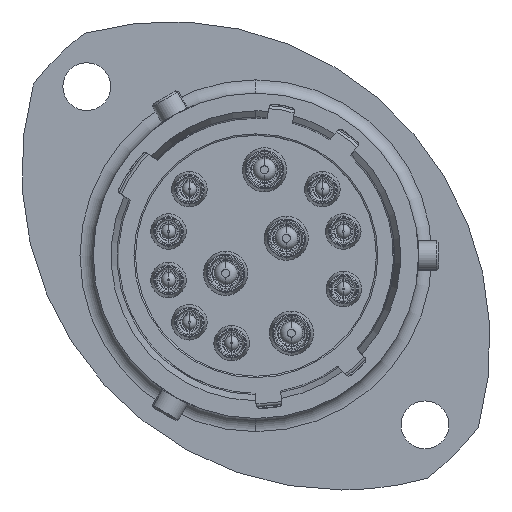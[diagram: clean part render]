
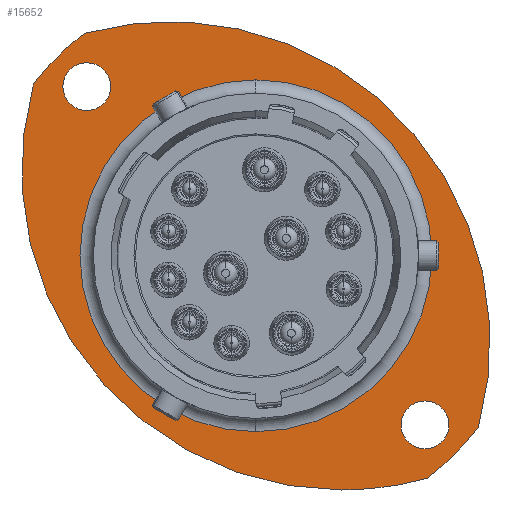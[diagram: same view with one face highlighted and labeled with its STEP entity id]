
A CAD part, left-side view. The second image highlights one B-rep face of the part: STEP entity #15652.
In plain terms, the highlighted planar face has unit normal (-1, 0, 0).
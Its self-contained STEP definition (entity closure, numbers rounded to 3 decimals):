
#84 = VERTEX_POINT ( 'NONE', #22899 ) ;
#463 = VERTEX_POINT ( 'NONE', #15124 ) ;
#622 = DIRECTION ( 'NONE',  ( 1., 0., 0. ) ) ;
#665 = DIRECTION ( 'NONE',  ( 0., 0., 1. ) ) ;
#1118 = DIRECTION ( 'NONE',  ( 0., 0., -1. ) ) ;
#1223 = DIRECTION ( 'NONE',  ( -1., 0., 0. ) ) ;
#1700 = AXIS2_PLACEMENT_3D ( 'NONE', #20767, #9145, #25524 ) ;
#1823 = FACE_OUTER_BOUND ( 'NONE', #8355, .T. ) ;
#2440 = DIRECTION ( 'NONE',  ( -1., 0., 0. ) ) ;
#2644 = CARTESIAN_POINT ( 'NONE',  ( 15.98, 11.49, 11.49 ) ) ;
#3246 = CARTESIAN_POINT ( 'NONE',  ( 15.98, -11.673, -15.118 ) ) ;
#3321 = EDGE_CURVE ( 'NONE', #27477, #463, #27162, .T. ) ;
#4068 = AXIS2_PLACEMENT_3D ( 'NONE', #2644, #12022, #1118 ) ;
#4166 = ORIENTED_EDGE ( 'NONE', *, *, #28172, .T. ) ;
#4285 = CARTESIAN_POINT ( 'NONE',  ( 15.98, -11.49, -13.115 ) ) ;
#4596 = AXIS2_PLACEMENT_3D ( 'NONE', #30372, #11472, #6544 ) ;
#4642 = CARTESIAN_POINT ( 'NONE',  ( 15.98, 0., 0. ) ) ;
#5648 = ORIENTED_EDGE ( 'NONE', *, *, #7557, .T. ) ;
#5699 = AXIS2_PLACEMENT_3D ( 'NONE', #22026, #12354, #7723 ) ;
#6255 = ORIENTED_EDGE ( 'NONE', *, *, #7685, .T. ) ;
#6544 = DIRECTION ( 'NONE',  ( 0., 0., -1. ) ) ;
#6594 = CARTESIAN_POINT ( 'NONE',  ( 15.98, 11.673, 15.118 ) ) ;
#7032 = DIRECTION ( 'NONE',  ( 1., 0., 0. ) ) ;
#7359 = CIRCLE ( 'NONE', #1700, 1.625 ) ;
#7557 = EDGE_CURVE ( 'NONE', #463, #8293, #16019, .T. ) ;
#7651 = CARTESIAN_POINT ( 'NONE',  ( 15.98, -11.49, -9.865 ) ) ;
#7679 = ORIENTED_EDGE ( 'NONE', *, *, #27504, .T. ) ;
#7685 = EDGE_CURVE ( 'NONE', #8293, #84, #30497, .T. ) ;
#7723 = DIRECTION ( 'NONE',  ( 0., 0., -1. ) ) ;
#8110 = AXIS2_PLACEMENT_3D ( 'NONE', #11028, #22981, #13503 ) ;
#8293 = VERTEX_POINT ( 'NONE', #6594 ) ;
#8300 = AXIS2_PLACEMENT_3D ( 'NONE', #11295, #30290, #11101 ) ;
#8355 = EDGE_LOOP ( 'NONE', ( #7679, #20181, #19907, #5648, #6255 ) ) ;
#8544 = CIRCLE ( 'NONE', #27858, 11.955 ) ;
#8951 = CARTESIAN_POINT ( 'NONE',  ( 15.98, 11.49, 9.865 ) ) ;
#9145 = DIRECTION ( 'NONE',  ( -1., 0., 0. ) ) ;
#9851 = ORIENTED_EDGE ( 'NONE', *, *, #23519, .T. ) ;
#9914 = VERTEX_POINT ( 'NONE', #7651 ) ;
#10144 = EDGE_CURVE ( 'NONE', #28683, #27477, #11337, .T. ) ;
#10712 = CIRCLE ( 'NONE', #4068, 1.625 ) ;
#11028 = CARTESIAN_POINT ( 'NONE',  ( 15.98, -5.834, 5.834 ) ) ;
#11101 = DIRECTION ( 'NONE',  ( 0., 0., -1. ) ) ;
#11295 = CARTESIAN_POINT ( 'NONE',  ( 15.98, 5.834, -5.834 ) ) ;
#11337 = CIRCLE ( 'NONE', #8110, 21.75 ) ;
#11472 = DIRECTION ( 'NONE',  ( -1., 0., 0. ) ) ;
#11878 = CARTESIAN_POINT ( 'NONE',  ( 15.98, -5.834, -15.916 ) ) ;
#12022 = DIRECTION ( 'NONE',  ( -1., 0., 0. ) ) ;
#12324 = DIRECTION ( 'NONE',  ( 0., 0., -1. ) ) ;
#12354 = DIRECTION ( 'NONE',  ( 1., 0., 0. ) ) ;
#12503 = FACE_BOUND ( 'NONE', #13957, .T. ) ;
#12504 = CIRCLE ( 'NONE', #27435, 21.75 ) ;
#13503 = DIRECTION ( 'NONE',  ( 0., 0., -1. ) ) ;
#13957 = EDGE_LOOP ( 'NONE', ( #25446, #24056 ) ) ;
#14131 = DIRECTION ( 'NONE',  ( 0., 0., -1. ) ) ;
#14296 = VERTEX_POINT ( 'NONE', #4285 ) ;
#14392 = CARTESIAN_POINT ( 'NONE',  ( 15.98, 0., 0. ) ) ;
#14751 = CARTESIAN_POINT ( 'NONE',  ( 15.98, 0., 0. ) ) ;
#14784 = DIRECTION ( 'NONE',  ( -1., 0., 0. ) ) ;
#15124 = CARTESIAN_POINT ( 'NONE',  ( 15.98, -15.118, -11.673 ) ) ;
#15652 = ADVANCED_FACE ( 'NONE', ( #20710, #15846, #12503, #1823 ), #17067, .F. ) ;
#15846 = FACE_BOUND ( 'NONE', #23550, .T. ) ;
#16019 = CIRCLE ( 'NONE', #8300, 21.75 ) ;
#16484 = CARTESIAN_POINT ( 'NONE',  ( 15.98, 0., 0. ) ) ;
#16847 = AXIS2_PLACEMENT_3D ( 'NONE', #16484, #2440, #23533 ) ;
#17010 = DIRECTION ( 'NONE',  ( 0., 0., -1. ) ) ;
#17067 = PLANE ( 'NONE',  #5699 ) ;
#17920 = AXIS2_PLACEMENT_3D ( 'NONE', #4642, #7032, #14131 ) ;
#18027 = EDGE_CURVE ( 'NONE', #20351, #22587, #10712, .T. ) ;
#18043 = ORIENTED_EDGE ( 'NONE', *, *, #18027, .F. ) ;
#18319 = VERTEX_POINT ( 'NONE', #21052 ) ;
#18384 = AXIS2_PLACEMENT_3D ( 'NONE', #14751, #19981, #665 ) ;
#19907 = ORIENTED_EDGE ( 'NONE', *, *, #3321, .T. ) ;
#19981 = DIRECTION ( 'NONE',  ( -1., 0., 0. ) ) ;
#20181 = ORIENTED_EDGE ( 'NONE', *, *, #10144, .T. ) ;
#20260 = CARTESIAN_POINT ( 'NONE',  ( 15.98, 0., 11.955 ) ) ;
#20351 = VERTEX_POINT ( 'NONE', #25043 ) ;
#20710 = FACE_BOUND ( 'NONE', #26218, .T. ) ;
#20767 = CARTESIAN_POINT ( 'NONE',  ( 15.98, -11.49, -11.49 ) ) ;
#21052 = CARTESIAN_POINT ( 'NONE',  ( 15.98, 0., -11.955 ) ) ;
#21129 = CIRCLE ( 'NONE', #4596, 1.625 ) ;
#22026 = CARTESIAN_POINT ( 'NONE',  ( 15.98, 11.055, 0. ) ) ;
#22117 = CARTESIAN_POINT ( 'NONE',  ( 15.98, -5.834, 5.834 ) ) ;
#22587 = VERTEX_POINT ( 'NONE', #8951 ) ;
#22761 = ORIENTED_EDGE ( 'NONE', *, *, #23807, .F. ) ;
#22899 = CARTESIAN_POINT ( 'NONE',  ( 15.98, 15.118, 11.673 ) ) ;
#22981 = DIRECTION ( 'NONE',  ( -1., 0., 0. ) ) ;
#23363 = CIRCLE ( 'NONE', #17920, 11.955 ) ;
#23519 = EDGE_CURVE ( 'NONE', #28403, #18319, #8544, .T. ) ;
#23533 = DIRECTION ( 'NONE',  ( 0., 0., 1. ) ) ;
#23550 = EDGE_LOOP ( 'NONE', ( #22761, #18043 ) ) ;
#23807 = EDGE_CURVE ( 'NONE', #22587, #20351, #21129, .T. ) ;
#24056 = ORIENTED_EDGE ( 'NONE', *, *, #28519, .F. ) ;
#24704 = DIRECTION ( 'NONE',  ( 0., 0., -1. ) ) ;
#24954 = EDGE_CURVE ( 'NONE', #14296, #9914, #28421, .T. ) ;
#25043 = CARTESIAN_POINT ( 'NONE',  ( 15.98, 11.49, 13.115 ) ) ;
#25446 = ORIENTED_EDGE ( 'NONE', *, *, #24954, .F. ) ;
#25524 = DIRECTION ( 'NONE',  ( 0., 0., -1. ) ) ;
#25901 = AXIS2_PLACEMENT_3D ( 'NONE', #29053, #14784, #17010 ) ;
#26218 = EDGE_LOOP ( 'NONE', ( #4166, #9851 ) ) ;
#27162 = CIRCLE ( 'NONE', #18384, 19.1 ) ;
#27435 = AXIS2_PLACEMENT_3D ( 'NONE', #22117, #1223, #24704 ) ;
#27477 = VERTEX_POINT ( 'NONE', #3246 ) ;
#27504 = EDGE_CURVE ( 'NONE', #84, #28683, #12504, .T. ) ;
#27858 = AXIS2_PLACEMENT_3D ( 'NONE', #14392, #622, #12324 ) ;
#28172 = EDGE_CURVE ( 'NONE', #18319, #28403, #23363, .T. ) ;
#28403 = VERTEX_POINT ( 'NONE', #20260 ) ;
#28421 = CIRCLE ( 'NONE', #25901, 1.625 ) ;
#28519 = EDGE_CURVE ( 'NONE', #9914, #14296, #7359, .T. ) ;
#28683 = VERTEX_POINT ( 'NONE', #11878 ) ;
#29053 = CARTESIAN_POINT ( 'NONE',  ( 15.98, -11.49, -11.49 ) ) ;
#30290 = DIRECTION ( 'NONE',  ( -1., 0., 0. ) ) ;
#30372 = CARTESIAN_POINT ( 'NONE',  ( 15.98, 11.49, 11.49 ) ) ;
#30497 = CIRCLE ( 'NONE', #16847, 19.1 ) ;
